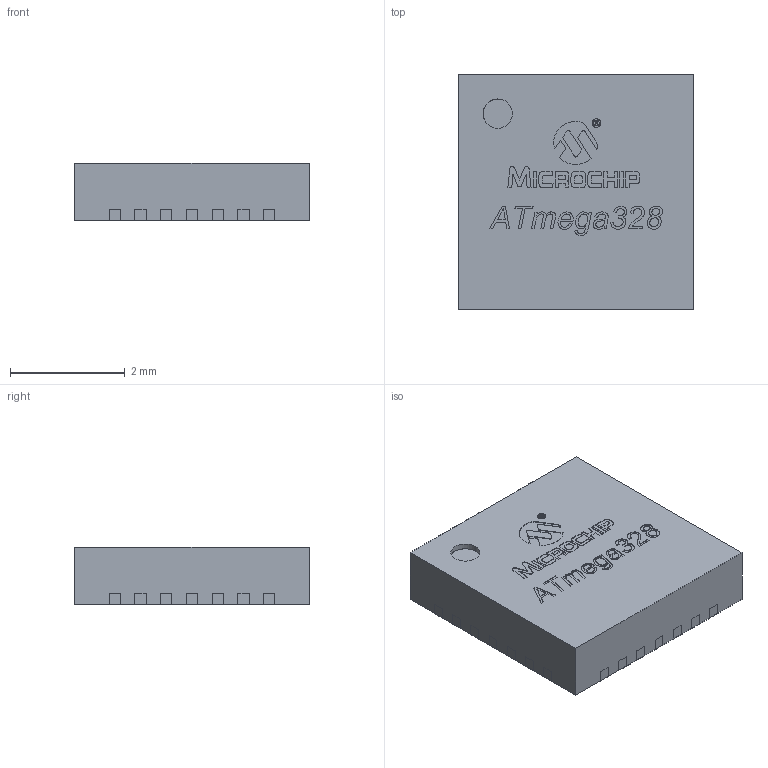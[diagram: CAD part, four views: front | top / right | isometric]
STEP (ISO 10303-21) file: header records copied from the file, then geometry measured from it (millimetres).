
FILE_DESCRIPTION (( 'STEP AP214' ), '1' );
FILE_NAME ('QFN127P600-8N.step', '2021-09-17T00:00:12', ( '' ), ( '' ), 'SwSTEP 2.0', 'SolidWorks 2021', '' );
FILE_SCHEMA (( 'AUTOMOTIVE_DESIGN' ));
Length unit declared in the file: millimetre
Products named in the file (10): 6000830320.step; Open_CASCADE_STEP_translator_6.8_1.4.1.step; Open_CASCADE_STEP_translator_6.8_1.1.step; Pin_Shape.step; QFN127P600-8N.step; Open_CASCADE_STEP_translator_6.8_1.2.1.step; Body.step; Thermal_Shape.step; Designator1.step; QFN127P600-8N
Assembly tree (36 placements, depth 6):
  QFN127P600-8N
    QFN127P600-8N.step
      Designator1.step
        6000830320.step
          Body.step
            Open_CASCADE_STEP_translator_6.8_1.2.1.step
          Pin_Shape.step  x28
            Open_CASCADE_STEP_translator_6.8_1.4.1.step
          Open_CASCADE_STEP_translator_6.8_1.1.step
          Thermal_Shape.step
Bounding box: 4.1 x 4.1 x 1 mm (x, y, z)
Volume: 16.8 mm3; surface area: 68.7 mm2
Topology: 30 solids, 31 shells, 753 faces, 1752 edges, 1094 vertices
Faces by surface type: plane 583, bspline 164, cylinder 6
Entity records: 20955 total; most frequent: CARTESIAN_POINT 8602, ORIENTED_EDGE 1990, DIRECTION 1190, EDGE_CURVE 996, VERTEX_POINT 662, VECTOR 654, LINE 654, EDGE_LOOP 409
